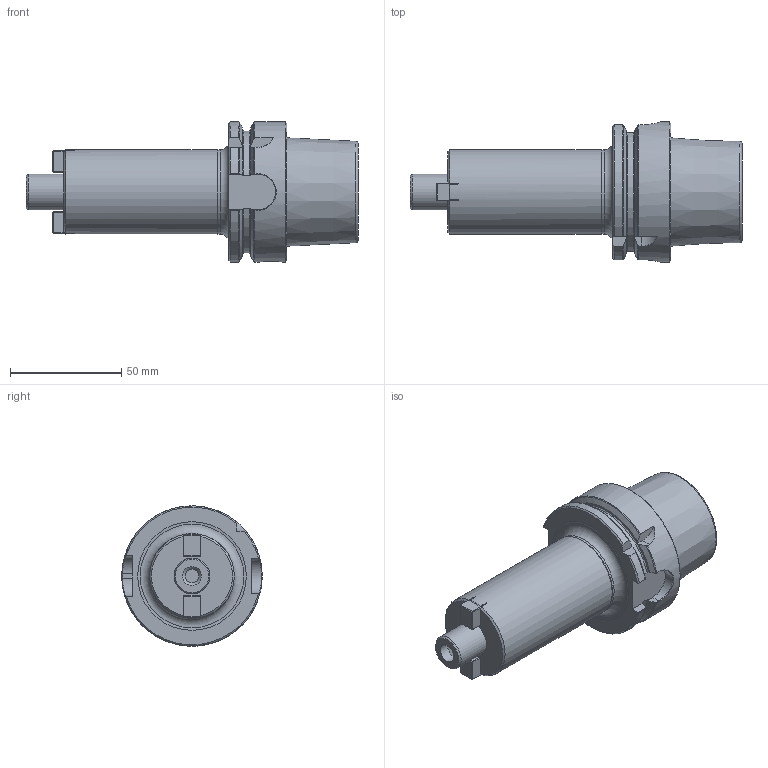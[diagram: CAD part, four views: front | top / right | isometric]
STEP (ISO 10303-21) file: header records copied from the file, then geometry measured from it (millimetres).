
FILE_DESCRIPTION(/* description */ (''),/* implementation_level */ '2;1');
FILE_NAME(/* name */ 'AHSKA63-FM-16-100.stp',/* time_stamp */ '2024-12-16T14:53:07+03:00',/* author */ (''),/* organization */ (''),/* preprocessor_version */ 'ST-DEVELOPER v19.4',/* originating_system */ 'SIEMENS PLM Software NX2306.3001',/* authorisation */ '');
FILE_SCHEMA (('AUTOMOTIVE_DESIGN { 1 0 10303 214 3 1 1 1 }'));
Length unit declared in the file: millimetre
Products named in the file (1): AHSKA63-FM-16-100-light_objects
Bounding box: 149 x 63 x 63 mm (x, y, z)
Volume: 218208.2 mm3; surface area: 26603.5 mm2
Topology: 1 solids, 1 shells, 130 faces, 330 edges, 206 vertices
Faces by surface type: plane 76, cone 23, cylinder 15, torus 13, bspline 3
Full cylindrical faces by diameter (mm): 8.5 x1, 10 x1, 16 x1, 37.8 x1, 38 x1, 63 x1
Entity records: 4184 total; most frequent: CARTESIAN_POINT 1261, ORIENTED_EDGE 606, DIRECTION 552, EDGE_CURVE 303, AXIS2_PLACEMENT_3D 202, VERTEX_POINT 199, EDGE_LOOP 153, LINE 148
